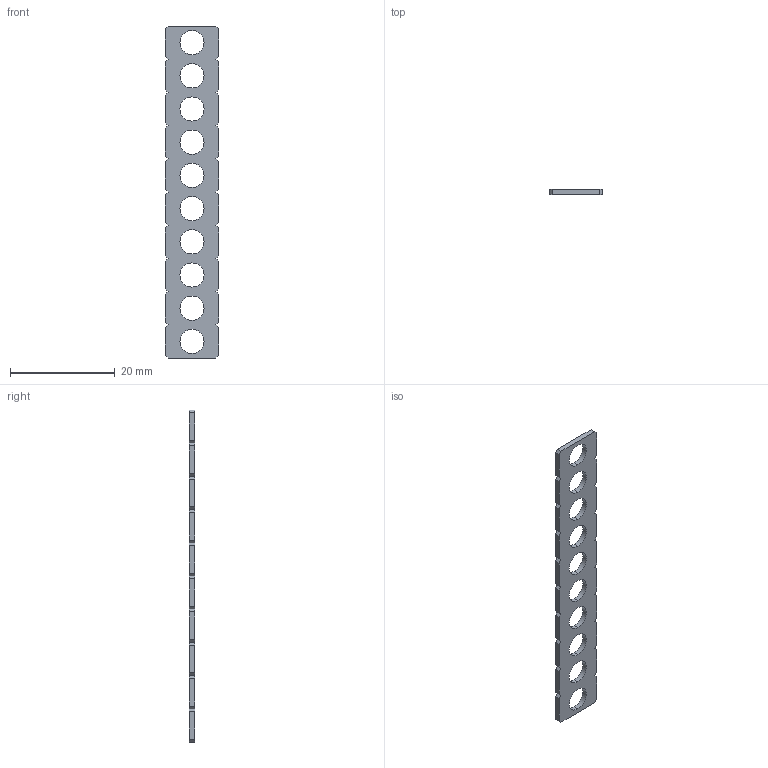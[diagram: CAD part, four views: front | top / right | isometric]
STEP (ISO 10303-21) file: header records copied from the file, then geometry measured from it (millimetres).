
FILE_DESCRIPTION (( 'STEP AP203' ), '1' );
FILE_NAME ('VM-BAR-10 RevA.STEP', '2009-02-23T23:33:01', ( 'Innovation First, Inc.' ), ( 'Innovation First, Inc.' ), 'SwSTEP 2.0', 'SolidWorks 2008', '' );
FILE_SCHEMA (( 'CONFIG_CONTROL_DESIGN' ));
Length unit declared in the file: inch
Products named in the file (1): VM-BAR-10 RevA
Bounding box: 10.16 x 0.97 x 63.5 mm (x, y, z)
Volume: 455.7 mm3; surface area: 1232.8 mm2
Topology: 1 solids, 1 shells, 84 faces, 246 edges, 164 vertices
Faces by surface type: plane 64, cylinder 20
Entity records: 2889 total; most frequent: CARTESIAN_POINT 495, ORIENTED_EDGE 492, DIRECTION 456, EDGE_CURVE 246, LINE 206, VECTOR 206, VERTEX_POINT 164, AXIS2_PLACEMENT_3D 125
